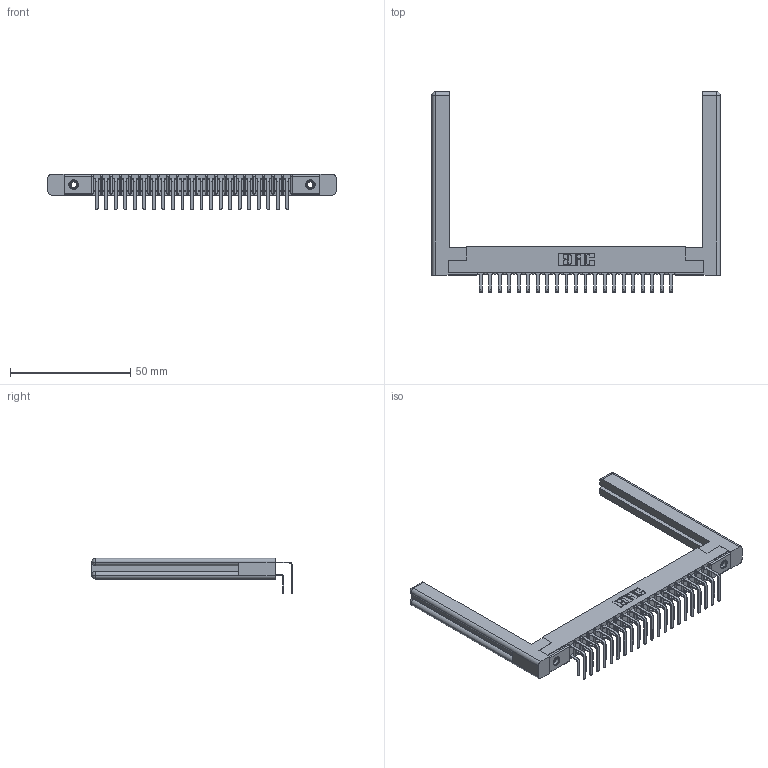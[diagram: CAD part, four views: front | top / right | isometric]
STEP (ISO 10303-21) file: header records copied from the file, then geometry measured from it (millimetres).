
FILE_DESCRIPTION (( 'STEP AP203' ), '1' );
FILE_NAME ('357-042-458-258.STEP', '2020-10-03T23:00:36', ( '' ), ( '' ), 'SwSTEP 2.0', 'SolidWorks 2020', '' );
FILE_SCHEMA (( 'CONFIG_CONTROL_DESIGN' ));
Length unit declared in the file: inch
Products named in the file (6): 357-042-458-258; 307-290-001_558 559 - 1 (Single); 345-250-001_345-250-001-102; 307-220-058; 307 Part_.156 Dia Mounting Holes; 307-290-001_558 - 2 (Single)
Assembly tree (47 placements, depth 2):
  357-042-458-258
    307 Part_.156 Dia Mounting Holes
    307-290-001_558 559 - 1 (Single)  x21
    307-290-001_558 - 2 (Single)  x21
    307-220-058  x2
    345-250-001_345-250-001-102  x2
Bounding box: 119.84 x 83.27 x 14.81 mm (x, y, z)
Volume: 15711.6 mm3; surface area: 20259.5 mm2
Topology: 47 solids, 47 shells, 2382 faces, 6641 edges, 4298 vertices
Faces by surface type: plane 1540, cylinder 774, sphere 44, torus 12, cone 12
Entity records: 25344 total; most frequent: CARTESIAN_POINT 4174, ORIENTED_EDGE 4076, DIRECTION 4054, EDGE_CURVE 2038, LINE 1550, VECTOR 1550, VERTEX_POINT 1318, AXIS2_PLACEMENT_3D 1252
